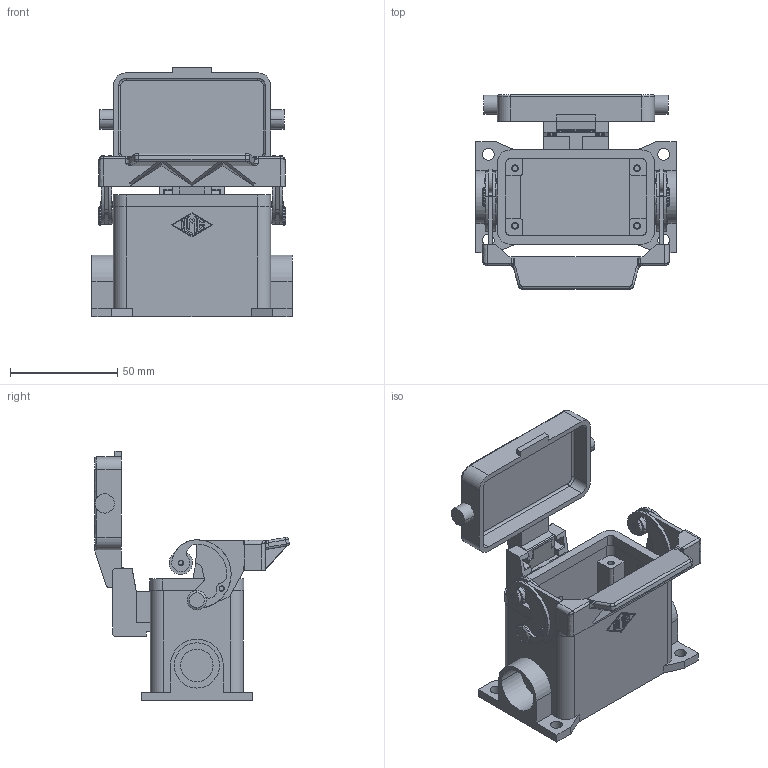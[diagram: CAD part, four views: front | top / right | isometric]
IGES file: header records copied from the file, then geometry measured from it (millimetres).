
Start section: Elysium IGES Interface
Global section: file name: 67HCHPT_10_4_LS.igs; native system: Creo Elements/Direct Modeling 18.0B  02-Dec-2011; preprocessor: Creo Element/Direct IGES_3D V2.2; author: Unknown; organization: Unknown; date: 20121220.092153; units: millimetre
Bounding box: 93.5 x 90.95 x 116.7 mm (x, y, z)
Volume: 113573.4 mm3; surface area: 63763.7 mm2
Topology: 6 solids, 6 shells, 543 faces, 1414 edges, 912 vertices
Faces by surface type: bspline 543
